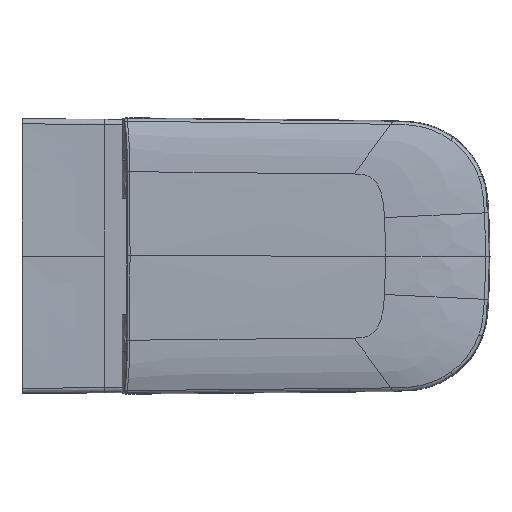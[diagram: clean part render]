
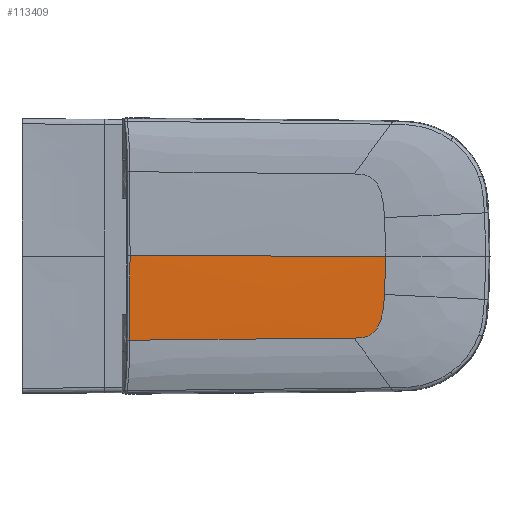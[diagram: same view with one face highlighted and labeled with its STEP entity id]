
A CAD part, top view. The second image highlights one B-rep face of the part: STEP entity #113409.
In plain terms, the highlighted free-form (B-spline) face has degree [3, 2] with [4, 3] control points.
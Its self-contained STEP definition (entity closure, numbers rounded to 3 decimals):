
#112856=CARTESIAN_POINT('',(5.247,111.861,23.129));
#112857=VERTEX_POINT('',#112856);
#112913=CARTESIAN_POINT('',(-292.972,108.92,22.573));
#112914=VERTEX_POINT('',#112913);
#112922=CARTESIAN_POINT('',(-292.972,108.92,22.573));
#112923=CARTESIAN_POINT('',(-233.328,109.508,22.894));
#112924=CARTESIAN_POINT('',(-173.684,110.097,23.029));
#112925=CARTESIAN_POINT('',(-114.041,110.685,23.116));
#112926=CARTESIAN_POINT('',(-54.397,111.273,23.14));
#112927=CARTESIAN_POINT('',(5.247,111.861,23.129));
#112928=B_SPLINE_CURVE_WITH_KNOTS('',5,(#112922,#112923,#112924,#112925,#112926,#112927),.UNSPECIFIED.,.F.,.U.,(6,6),(0.0,0.939),.UNSPECIFIED.);
#112929=EDGE_CURVE('',#112914,#112857,#112928,.T.);
#113054=CARTESIAN_POINT('',(-333.026,51.066,22.974));
#113055=VERTEX_POINT('',#113054);
#113063=CARTESIAN_POINT('',(-292.972,108.92,22.573));
#113064=CARTESIAN_POINT('',(-305.232,108.726,22.511));
#113065=CARTESIAN_POINT('',(-315.665,108.844,22.422));
#113066=CARTESIAN_POINT('',(-324.818,100.87,22.611));
#113067=CARTESIAN_POINT('',(-330.568,86.606,22.737));
#113068=CARTESIAN_POINT('',(-331.957,70.331,22.877));
#113069=CARTESIAN_POINT('',(-333.026,51.066,22.974));
#113070=QUASI_UNIFORM_CURVE('',6,(#113063,#113064,#113065,#113066,#113067,#113068,#113069),.UNSPECIFIED.,.F.,.U.);
#113071=EDGE_CURVE('',#112914,#113055,#113070,.T.);
#113346=CARTESIAN_POINT('',(5.247,0.0,24.));
#113347=CARTESIAN_POINT('',(5.247,48.403,24.));
#113348=CARTESIAN_POINT('',(5.247,90.786,23.679));
#113349=CARTESIAN_POINT('',(5.247,111.861,23.129));
#113350=CARTESIAN_POINT('',(-222.867,0.0,23.984));
#113351=CARTESIAN_POINT('',(-222.867,48.403,23.984));
#113352=CARTESIAN_POINT('',(-222.867,90.786,23.664));
#113353=CARTESIAN_POINT('',(-222.867,111.861,23.114));
#113354=CARTESIAN_POINT('',(-334.443,0.0,23.092));
#113355=CARTESIAN_POINT('',(-334.443,48.403,23.092));
#113356=CARTESIAN_POINT('',(-334.438,90.786,22.772));
#113357=CARTESIAN_POINT('',(-334.43,111.861,22.222));
#113358=B_SPLINE_SURFACE_WITH_KNOTS('',3,2,((#113346,#113350,#113354),(#113347,#113351,#113355),(#113348,#113352,#113356),(#113349,#113353,#113357)),.UNSPECIFIED.,.F.,.F.,.U.,(4,4),(3,3),(0.0,0.842),(0.015,0.971),.UNSPECIFIED.);
#113359=CARTESIAN_POINT('',(4.943,0.0,24.));
#113360=VERTEX_POINT('',#113359);
#113361=CARTESIAN_POINT('',(5.247,111.861,23.129));
#113362=CARTESIAN_POINT('',(5.212,107.972,23.231));
#113363=CARTESIAN_POINT('',(5.179,103.262,23.326));
#113364=CARTESIAN_POINT('',(5.148,97.884,23.413));
#113365=CARTESIAN_POINT('',(5.125,93.65,23.482));
#113366=CARTESIAN_POINT('',(5.103,88.97,23.545));
#113367=CARTESIAN_POINT('',(5.083,83.906,23.603));
#113368=CARTESIAN_POINT('',(5.049,75.552,23.699));
#113369=CARTESIAN_POINT('',(5.021,66.155,23.779));
#113370=CARTESIAN_POINT('',(4.999,55.947,23.841));
#113371=CARTESIAN_POINT('',(4.961,38.888,23.946));
#113372=CARTESIAN_POINT('',(4.943,19.947,24.));
#113373=CARTESIAN_POINT('',(4.943,0.0,24.));
#113381=(BOUNDED_CURVE()B_SPLINE_CURVE(3,(#113361,#113362,#113363,#113364,#113365,#113366,#113367,#113368,#113369,#113370,#113371,#113372,#113373),.UNSPECIFIED.,.F.,.U.)B_SPLINE_CURVE_WITH_KNOTS((4,3,3,3,4),(0.0,1.638,3.277,6.553,11.185),.UNSPECIFIED.)CURVE()GEOMETRIC_REPRESENTATION_ITEM()RATIONAL_B_SPLINE_CURVE((1.0,0.989,0.989,1.0,0.996,0.996,1.0,0.992,0.992,1.0,0.985,0.985,1.0))REPRESENTATION_ITEM(''));
#113382=EDGE_CURVE('',#112857,#113360,#113381,.T.);
#113383=ORIENTED_EDGE('',*,*,#113382,.F.);
#113384=ORIENTED_EDGE('',*,*,#112929,.F.);
#113385=ORIENTED_EDGE('',*,*,#113071,.T.);
#113386=CARTESIAN_POINT('',(-334.443,0.,23.092));
#113387=VERTEX_POINT('',#113386);
#113388=CARTESIAN_POINT('',(-334.443,0.0,23.092));
#113389=CARTESIAN_POINT('',(-334.443,8.43,23.092));
#113390=CARTESIAN_POINT('',(-334.327,16.872,23.084));
#113391=CARTESIAN_POINT('',(-334.096,25.29,23.065));
#113392=CARTESIAN_POINT('',(-333.978,29.585,23.056));
#113393=CARTESIAN_POINT('',(-333.83,33.884,23.043));
#113394=CARTESIAN_POINT('',(-333.652,38.183,23.028));
#113395=CARTESIAN_POINT('',(-333.474,42.482,23.013));
#113396=CARTESIAN_POINT('',(-333.265,46.786,22.995));
#113397=CARTESIAN_POINT('',(-333.027,51.066,22.974));
#113398=B_SPLINE_CURVE_WITH_KNOTS('',3,(#113388,#113389,#113390,#113391,#113392,#113393,#113394,#113395,#113396,#113397),.UNSPECIFIED.,.F.,.U.,(4,3,3,4),(0.0,0.495,0.747,1.0),.UNSPECIFIED.);
#113399=EDGE_CURVE('',#113387,#113055,#113398,.T.);
#113400=ORIENTED_EDGE('',*,*,#113399,.F.);
#113401=CARTESIAN_POINT('',(4.943,0.0,24.));
#113402=CARTESIAN_POINT('',(-222.941,0.0,23.984));
#113403=CARTESIAN_POINT('',(-334.443,0.0,23.092));
#113404=B_SPLINE_CURVE_WITH_KNOTS('',2,(#113401,#113402,#113403),.UNSPECIFIED.,.F.,.U.,(3,3),(0.0,0.955),.UNSPECIFIED.);
#113405=EDGE_CURVE('',#113360,#113387,#113404,.T.);
#113406=ORIENTED_EDGE('',*,*,#113405,.F.);
#113407=EDGE_LOOP('',(#113383,#113384,#113385,#113400,#113406));
#113408=FACE_OUTER_BOUND('',#113407,.T.);
#113409=ADVANCED_FACE('',(#113408),#113358,.T.);
